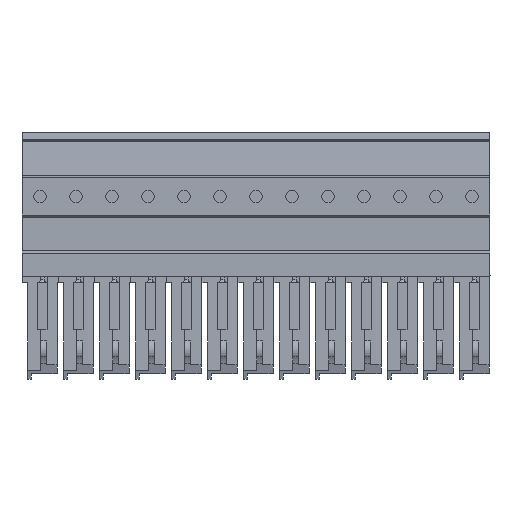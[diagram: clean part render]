
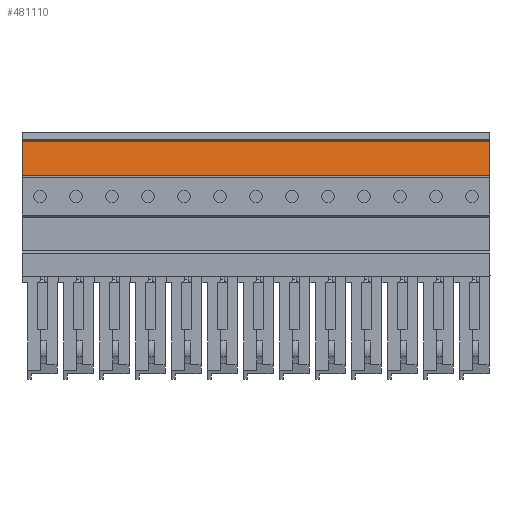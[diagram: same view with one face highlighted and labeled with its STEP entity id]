
A CAD part, front view. The second image highlights one B-rep face of the part: STEP entity #481110.
In plain terms, the highlighted face is planar.
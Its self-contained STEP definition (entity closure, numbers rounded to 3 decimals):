
#1240=CARTESIAN_POINT('',(7.771,-13.225,
75.35));
#1250=VERTEX_POINT('',#1240);
#1280=CARTESIAN_POINT('',(8.947,0.,
75.35));
#1290=DIRECTION('',(-0.089,-0.996,
0.));
#1300=VECTOR('',#1290,1.);
#1310=LINE('',#1280,#1300);
#1320=CARTESIAN_POINT('',(7.211,-19.525,
75.35));
#1330=VERTEX_POINT('',#1320);
#1340=EDGE_CURVE('',#1250,#1330,#1310,.T.);
#83540=CARTESIAN_POINT('',(7.211,-19.525,
-4.6));
#83550=VERTEX_POINT('',#83540);
#83580=CARTESIAN_POINT('',(8.947,0.,
-4.6));
#83590=DIRECTION('',(0.089,0.996,
0.));
#83600=VECTOR('',#83590,1.);
#83610=LINE('',#83580,#83600);
#83620=CARTESIAN_POINT('',(7.771,-13.225,
-4.6));
#83630=VERTEX_POINT('',#83620);
#83640=EDGE_CURVE('',#83550,#83630,#83610,.T.);
#480770=CARTESIAN_POINT('',(7.211,-19.525,
49.2));
#480780=DIRECTION('',(0.,0.,-1.));
#480790=VECTOR('',#480780,1.);
#480800=LINE('',#480770,#480790);
#480810=EDGE_CURVE('',#1330,#83550,#480800,.T.);
#480950=CARTESIAN_POINT('',(7.327,-18.219,
50.75));
#480960=DIRECTION('',(-0.996,0.089,
0.));
#480970=DIRECTION('',(0.089,0.996,
0.));
#480980=AXIS2_PLACEMENT_3D('',#480950,#480960,#480970);
#480990=PLANE('',#480980);
#481000=ORIENTED_EDGE('',*,*,#1340,.T.);
#481010=CARTESIAN_POINT('',(7.771,-13.225,
49.2));
#481020=DIRECTION('',(0.,0.,-1.));
#481030=VECTOR('',#481020,1.);
#481040=LINE('',#481010,#481030);
#481050=EDGE_CURVE('',#1250,#83630,#481040,.T.);
#481060=ORIENTED_EDGE('',*,*,#481050,.F.);
#481070=ORIENTED_EDGE('',*,*,#83640,.T.);
#481080=ORIENTED_EDGE('',*,*,#480810,.T.);
#481090=EDGE_LOOP('',(#481080,#481070,#481060,#481000));
#481100=FACE_OUTER_BOUND('',#481090,.T.);
#481110=ADVANCED_FACE('',(#481100),#480990,.F.);
